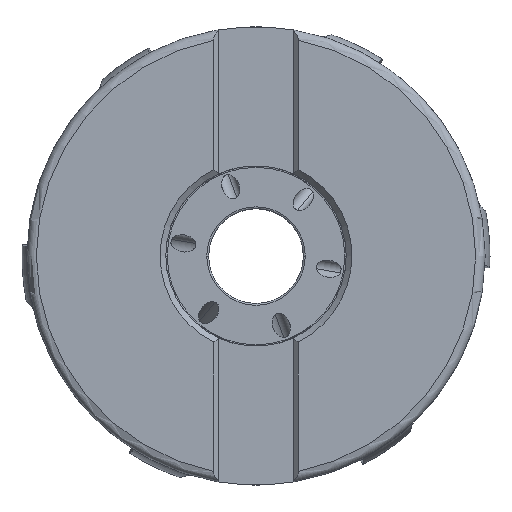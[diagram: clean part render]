
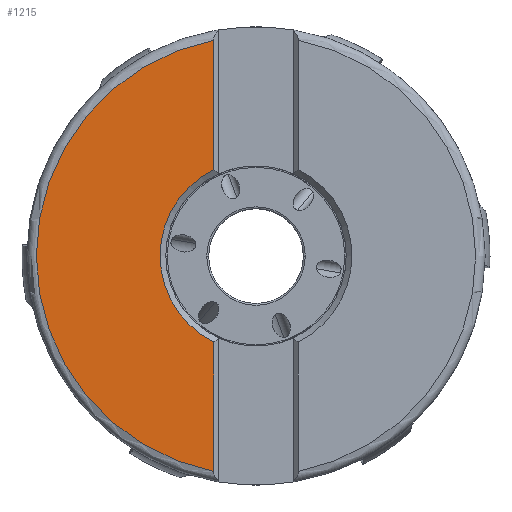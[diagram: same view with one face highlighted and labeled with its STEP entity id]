
A CAD part, top view. The second image highlights one B-rep face of the part: STEP entity #1215.
In plain terms, the highlighted planar face has unit normal (0, 0, 1).
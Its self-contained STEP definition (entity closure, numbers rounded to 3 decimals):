
#509=PLANE('',#18059);
#1215=ADVANCED_FACE('',(#2433),#509,.T.);
#2433=FACE_OUTER_BOUND('',#3275,.T.);
#3275=EDGE_LOOP('',(#9083,#9084,#9085,#9086,#9087,#9088));
#3810=LINE('',#26600,#4530);
#3811=LINE('',#26690,#4531);
#4530=VECTOR('',#19953,1.);
#4531=VECTOR('',#19964,1.);
#9083=ORIENTED_EDGE('',*,*,#13509,.F.);
#9084=ORIENTED_EDGE('',*,*,#13508,.F.);
#9085=ORIENTED_EDGE('',*,*,#13497,.T.);
#9086=ORIENTED_EDGE('',*,*,#13501,.F.);
#9087=ORIENTED_EDGE('',*,*,#13500,.F.);
#9088=ORIENTED_EDGE('',*,*,#13505,.T.);
#11543=VERTEX_POINT('',#26601);
#11544=VERTEX_POINT('',#26602);
#11545=VERTEX_POINT('',#26642);
#11546=VERTEX_POINT('',#26643);
#11549=VERTEX_POINT('',#26691);
#11551=VERTEX_POINT('',#26702);
#13497=EDGE_CURVE('',#11543,#11544,#3810,.T.);
#13500=EDGE_CURVE('',#11545,#11546,#15747,.T.);
#13501=EDGE_CURVE('',#11546,#11544,#15748,.T.);
#13505=EDGE_CURVE('',#11545,#11549,#3811,.T.);
#13508=EDGE_CURVE('',#11543,#11551,#15750,.T.);
#13509=EDGE_CURVE('',#11551,#11549,#15751,.T.);
#15747=CIRCLE('',#17267,46.385);
#15748=CIRCLE('',#17268,46.385);
#15750=CIRCLE('',#17272,20.25);
#15751=CIRCLE('',#17273,20.25);
#17267=AXIS2_PLACEMENT_3D('',#26641,#19956,#19957);
#17268=AXIS2_PLACEMENT_3D('',#26644,#19958,#19959);
#17272=AXIS2_PLACEMENT_3D('',#26701,#19968,#19969);
#17273=AXIS2_PLACEMENT_3D('',#26703,#19970,#19971);
#18059=AXIS2_PLACEMENT_3D('',#32084,#21823,#21824);
#19953=DIRECTION('',(0.,1.,0.));
#19956=DIRECTION('',(0.,0.,-1.));
#19957=DIRECTION('',(-0.193,-0.981,0.));
#19958=DIRECTION('',(0.,0.,-1.));
#19959=DIRECTION('',(-1.,0.,0.));
#19964=DIRECTION('',(0.,1.,0.));
#19968=DIRECTION('',(0.,0.,1.));
#19969=DIRECTION('',(-0.441,0.897,0.));
#19970=DIRECTION('',(0.,0.,1.));
#19971=DIRECTION('',(-1.,0.,0.));
#21823=DIRECTION('',(0.,0.,1.));
#21824=DIRECTION('',(1.,0.,0.));
#26600=CARTESIAN_POINT('',(-8.938,18.171,0.));
#26601=CARTESIAN_POINT('',(-8.938,18.171,0.));
#26602=CARTESIAN_POINT('',(-8.937,45.516,0.));
#26641=CARTESIAN_POINT('',(0.,0.,0.));
#26642=CARTESIAN_POINT('',(-8.938,-45.516,0.));
#26643=CARTESIAN_POINT('',(-46.385,0.021,0.));
#26644=CARTESIAN_POINT('',(0.,0.,0.));
#26690=CARTESIAN_POINT('',(-8.938,-45.516,0.));
#26691=CARTESIAN_POINT('',(-8.938,-18.171,0.));
#26701=CARTESIAN_POINT('',(0.,0.,0.));
#26702=CARTESIAN_POINT('',(-20.25,0.,0.));
#26703=CARTESIAN_POINT('',(0.,0.,0.));
#32084=CARTESIAN_POINT('',(-27.661,0.,0.));
